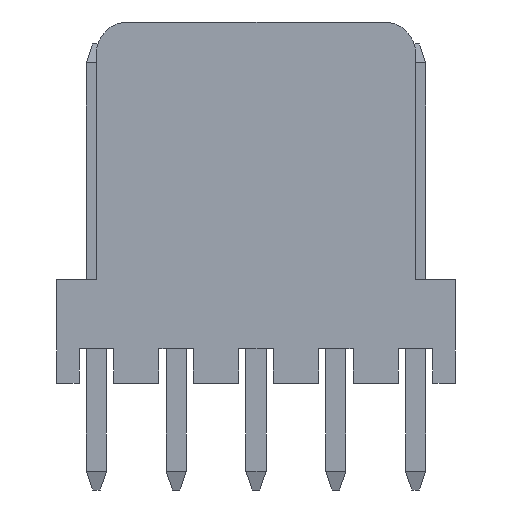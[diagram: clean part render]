
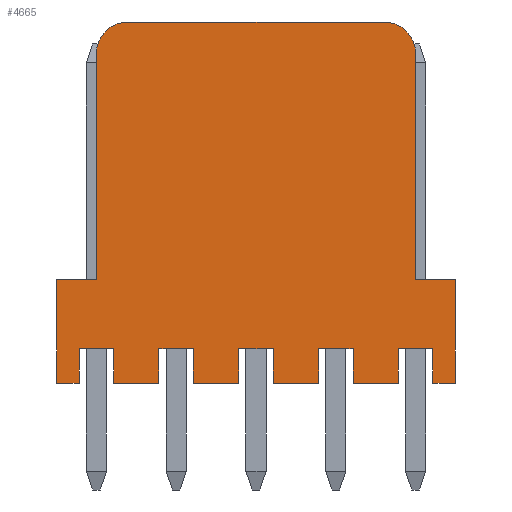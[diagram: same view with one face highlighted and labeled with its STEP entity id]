
A CAD part, front view. The second image highlights one B-rep face of the part: STEP entity #4665.
In plain terms, the highlighted face is planar.
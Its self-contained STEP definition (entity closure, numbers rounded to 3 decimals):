
#26=CIRCLE('',#4869,1.);
#27=CIRCLE('',#4870,1.);
#210=ORIENTED_EDGE('',*,*,#1054,.T.);
#211=ORIENTED_EDGE('',*,*,#1055,.T.);
#212=ORIENTED_EDGE('',*,*,#1056,.T.);
#213=ORIENTED_EDGE('',*,*,#1057,.T.);
#214=ORIENTED_EDGE('',*,*,#1058,.T.);
#215=ORIENTED_EDGE('',*,*,#1059,.T.);
#216=ORIENTED_EDGE('',*,*,#1060,.T.);
#217=ORIENTED_EDGE('',*,*,#1061,.T.);
#218=ORIENTED_EDGE('',*,*,#1062,.T.);
#219=ORIENTED_EDGE('',*,*,#1063,.T.);
#220=ORIENTED_EDGE('',*,*,#1064,.T.);
#221=ORIENTED_EDGE('',*,*,#1065,.T.);
#222=ORIENTED_EDGE('',*,*,#1066,.T.);
#223=ORIENTED_EDGE('',*,*,#1067,.T.);
#224=ORIENTED_EDGE('',*,*,#1068,.T.);
#225=ORIENTED_EDGE('',*,*,#1069,.T.);
#226=ORIENTED_EDGE('',*,*,#1070,.T.);
#227=ORIENTED_EDGE('',*,*,#1071,.T.);
#228=ORIENTED_EDGE('',*,*,#1072,.T.);
#229=ORIENTED_EDGE('',*,*,#1073,.F.);
#230=ORIENTED_EDGE('',*,*,#1074,.T.);
#231=ORIENTED_EDGE('',*,*,#1075,.T.);
#232=ORIENTED_EDGE('',*,*,#1076,.T.);
#233=ORIENTED_EDGE('',*,*,#1077,.F.);
#234=ORIENTED_EDGE('',*,*,#1078,.T.);
#235=ORIENTED_EDGE('',*,*,#1079,.F.);
#236=ORIENTED_EDGE('',*,*,#1080,.T.);
#237=ORIENTED_EDGE('',*,*,#1081,.T.);
#238=ORIENTED_EDGE('',*,*,#1082,.T.);
#239=ORIENTED_EDGE('',*,*,#1083,.T.);
#1054=EDGE_CURVE('',#1476,#1477,#1804,.T.);
#1055=EDGE_CURVE('',#1477,#1478,#1805,.T.);
#1056=EDGE_CURVE('',#1478,#1479,#1806,.T.);
#1057=EDGE_CURVE('',#1479,#1480,#1807,.T.);
#1058=EDGE_CURVE('',#1480,#1481,#1808,.T.);
#1059=EDGE_CURVE('',#1481,#1482,#1809,.T.);
#1060=EDGE_CURVE('',#1482,#1483,#1810,.T.);
#1061=EDGE_CURVE('',#1483,#1484,#1811,.T.);
#1062=EDGE_CURVE('',#1484,#1485,#1812,.T.);
#1063=EDGE_CURVE('',#1485,#1486,#1813,.T.);
#1064=EDGE_CURVE('',#1486,#1487,#1814,.T.);
#1065=EDGE_CURVE('',#1487,#1488,#1815,.T.);
#1066=EDGE_CURVE('',#1488,#1489,#1816,.T.);
#1067=EDGE_CURVE('',#1489,#1490,#1817,.T.);
#1068=EDGE_CURVE('',#1490,#1491,#1818,.T.);
#1069=EDGE_CURVE('',#1491,#1492,#1819,.T.);
#1070=EDGE_CURVE('',#1492,#1493,#1820,.T.);
#1071=EDGE_CURVE('',#1493,#1494,#1821,.T.);
#1072=EDGE_CURVE('',#1494,#1495,#1822,.T.);
#1073=EDGE_CURVE('',#1496,#1495,#1823,.T.);
#1074=EDGE_CURVE('',#1496,#1497,#1824,.T.);
#1075=EDGE_CURVE('',#1497,#1498,#1825,.T.);
#1076=EDGE_CURVE('',#1498,#1499,#26,.T.);
#1077=EDGE_CURVE('',#1500,#1499,#1826,.T.);
#1078=EDGE_CURVE('',#1500,#1501,#27,.T.);
#1079=EDGE_CURVE('',#1502,#1501,#1827,.T.);
#1080=EDGE_CURVE('',#1502,#1503,#1828,.T.);
#1081=EDGE_CURVE('',#1503,#1504,#1829,.T.);
#1082=EDGE_CURVE('',#1504,#1505,#1830,.T.);
#1083=EDGE_CURVE('',#1505,#1476,#1831,.T.);
#1476=VERTEX_POINT('',#6094);
#1477=VERTEX_POINT('',#6095);
#1478=VERTEX_POINT('',#6097);
#1479=VERTEX_POINT('',#6099);
#1480=VERTEX_POINT('',#6101);
#1481=VERTEX_POINT('',#6103);
#1482=VERTEX_POINT('',#6105);
#1483=VERTEX_POINT('',#6107);
#1484=VERTEX_POINT('',#6109);
#1485=VERTEX_POINT('',#6111);
#1486=VERTEX_POINT('',#6113);
#1487=VERTEX_POINT('',#6115);
#1488=VERTEX_POINT('',#6117);
#1489=VERTEX_POINT('',#6119);
#1490=VERTEX_POINT('',#6121);
#1491=VERTEX_POINT('',#6123);
#1492=VERTEX_POINT('',#6125);
#1493=VERTEX_POINT('',#6127);
#1494=VERTEX_POINT('',#6129);
#1495=VERTEX_POINT('',#6131);
#1496=VERTEX_POINT('',#6133);
#1497=VERTEX_POINT('',#6135);
#1498=VERTEX_POINT('',#6137);
#1499=VERTEX_POINT('',#6139);
#1500=VERTEX_POINT('',#6141);
#1501=VERTEX_POINT('',#6143);
#1502=VERTEX_POINT('',#6145);
#1503=VERTEX_POINT('',#6147);
#1504=VERTEX_POINT('',#6149);
#1505=VERTEX_POINT('',#6151);
#1804=LINE('',#6093,#2262);
#1805=LINE('',#6096,#2263);
#1806=LINE('',#6098,#2264);
#1807=LINE('',#6100,#2265);
#1808=LINE('',#6102,#2266);
#1809=LINE('',#6104,#2267);
#1810=LINE('',#6106,#2268);
#1811=LINE('',#6108,#2269);
#1812=LINE('',#6110,#2270);
#1813=LINE('',#6112,#2271);
#1814=LINE('',#6114,#2272);
#1815=LINE('',#6116,#2273);
#1816=LINE('',#6118,#2274);
#1817=LINE('',#6120,#2275);
#1818=LINE('',#6122,#2276);
#1819=LINE('',#6124,#2277);
#1820=LINE('',#6126,#2278);
#1821=LINE('',#6128,#2279);
#1822=LINE('',#6130,#2280);
#1823=LINE('',#6132,#2281);
#1824=LINE('',#6134,#2282);
#1825=LINE('',#6136,#2283);
#1826=LINE('',#6140,#2284);
#1827=LINE('',#6144,#2285);
#1828=LINE('',#6146,#2286);
#1829=LINE('',#6148,#2287);
#1830=LINE('',#6150,#2288);
#1831=LINE('',#6152,#2289);
#2262=VECTOR('',#5218,1000.);
#2263=VECTOR('',#5219,1000.);
#2264=VECTOR('',#5220,1000.);
#2265=VECTOR('',#5221,1000.);
#2266=VECTOR('',#5222,1000.);
#2267=VECTOR('',#5223,1000.);
#2268=VECTOR('',#5224,1000.);
#2269=VECTOR('',#5225,1000.);
#2270=VECTOR('',#5226,1000.);
#2271=VECTOR('',#5227,1000.);
#2272=VECTOR('',#5228,1000.);
#2273=VECTOR('',#5229,1000.);
#2274=VECTOR('',#5230,1000.);
#2275=VECTOR('',#5231,1000.);
#2276=VECTOR('',#5232,1000.);
#2277=VECTOR('',#5233,1000.);
#2278=VECTOR('',#5234,1000.);
#2279=VECTOR('',#5235,1000.);
#2280=VECTOR('',#5236,1000.);
#2281=VECTOR('',#5237,1000.);
#2282=VECTOR('',#5238,1000.);
#2283=VECTOR('',#5239,1000.);
#2284=VECTOR('',#5242,1000.);
#2285=VECTOR('',#5245,1000.);
#2286=VECTOR('',#5246,1000.);
#2287=VECTOR('',#5247,1000.);
#2288=VECTOR('',#5248,1000.);
#2289=VECTOR('',#5249,1000.);
#2665=EDGE_LOOP('',(#210,#211,#212,#213,#214,#215,#216,#217,#218,#219,#220,
#221,#222,#223,#224,#225,#226,#227,#228,#229,#230,#231,#232,#233,#234,#235,
#236,#237,#238,#239));
#2881=FACE_BOUND('',#2665,.T.);
#3097=PLANE('',#4868);
#4665=ADVANCED_FACE('',(#2881),#3097,.T.);
#4868=AXIS2_PLACEMENT_3D('',#6092,#5216,#5217);
#4869=AXIS2_PLACEMENT_3D('',#6138,#5240,#5241);
#4870=AXIS2_PLACEMENT_3D('',#6142,#5243,#5244);
#5216=DIRECTION('',(0.,1.,0.));
#5217=DIRECTION('',(0.,0.,1.));
#5218=DIRECTION('',(-1.,0.,0.));
#5219=DIRECTION('',(0.,0.,-1.));
#5220=DIRECTION('',(-1.,0.,0.));
#5221=DIRECTION('',(0.,0.,1.));
#5222=DIRECTION('',(-1.,0.,0.));
#5223=DIRECTION('',(0.,0.,-1.));
#5224=DIRECTION('',(-1.,0.,0.));
#5225=DIRECTION('',(0.,0.,1.));
#5226=DIRECTION('',(-1.,0.,0.));
#5227=DIRECTION('',(0.,0.,-1.));
#5228=DIRECTION('',(-1.,0.,0.));
#5229=DIRECTION('',(0.,0.,1.));
#5230=DIRECTION('',(-1.,0.,0.));
#5231=DIRECTION('',(0.,0.,-1.));
#5232=DIRECTION('',(-1.,0.,0.));
#5233=DIRECTION('',(0.,0.,1.));
#5234=DIRECTION('',(-1.,0.,0.));
#5235=DIRECTION('',(0.,0.,-1.));
#5236=DIRECTION('',(-1.,0.,0.));
#5237=DIRECTION('',(0.,0.,-1.));
#5238=DIRECTION('',(1.,0.,0.));
#5239=DIRECTION('',(0.,0.,1.));
#5240=DIRECTION('',(0.,1.,0.));
#5241=DIRECTION('',(0.,0.,1.));
#5242=DIRECTION('',(-1.,0.,0.));
#5243=DIRECTION('',(0.,1.,0.));
#5244=DIRECTION('',(0.,0.,1.));
#5245=DIRECTION('',(0.,0.,1.));
#5246=DIRECTION('',(1.,0.,0.));
#5247=DIRECTION('',(0.,0.,-1.));
#5248=DIRECTION('',(-1.,0.,0.));
#5249=DIRECTION('',(0.,0.,1.));
#6092=CARTESIAN_POINT('',(6.35,2.9,5.75));
#6093=CARTESIAN_POINT('',(6.35,2.9,-4.65));
#6094=CARTESIAN_POINT('',(5.63,2.9,-4.65));
#6095=CARTESIAN_POINT('',(4.53,2.9,-4.65));
#6096=CARTESIAN_POINT('',(4.53,2.9,5.75));
#6097=CARTESIAN_POINT('',(4.53,2.9,-5.75));
#6098=CARTESIAN_POINT('',(6.35,2.9,-5.75));
#6099=CARTESIAN_POINT('',(3.09,2.9,-5.75));
#6100=CARTESIAN_POINT('',(3.09,2.9,5.75));
#6101=CARTESIAN_POINT('',(3.09,2.9,-4.65));
#6102=CARTESIAN_POINT('',(6.35,2.9,-4.65));
#6103=CARTESIAN_POINT('',(1.99,2.9,-4.65));
#6104=CARTESIAN_POINT('',(1.99,2.9,5.75));
#6105=CARTESIAN_POINT('',(1.99,2.9,-5.75));
#6106=CARTESIAN_POINT('',(6.35,2.9,-5.75));
#6107=CARTESIAN_POINT('',(0.55,2.9,-5.75));
#6108=CARTESIAN_POINT('',(0.55,2.9,5.75));
#6109=CARTESIAN_POINT('',(0.55,2.9,-4.65));
#6110=CARTESIAN_POINT('',(6.35,2.9,-4.65));
#6111=CARTESIAN_POINT('',(-0.55,2.9,-4.65));
#6112=CARTESIAN_POINT('',(-0.55,2.9,5.75));
#6113=CARTESIAN_POINT('',(-0.55,2.9,-5.75));
#6114=CARTESIAN_POINT('',(6.35,2.9,-5.75));
#6115=CARTESIAN_POINT('',(-1.99,2.9,-5.75));
#6116=CARTESIAN_POINT('',(-1.99,2.9,5.75));
#6117=CARTESIAN_POINT('',(-1.99,2.9,-4.65));
#6118=CARTESIAN_POINT('',(6.35,2.9,-4.65));
#6119=CARTESIAN_POINT('',(-3.09,2.9,-4.65));
#6120=CARTESIAN_POINT('',(-3.09,2.9,5.75));
#6121=CARTESIAN_POINT('',(-3.09,2.9,-5.75));
#6122=CARTESIAN_POINT('',(6.35,2.9,-5.75));
#6123=CARTESIAN_POINT('',(-4.53,2.9,-5.75));
#6124=CARTESIAN_POINT('',(-4.53,2.9,5.75));
#6125=CARTESIAN_POINT('',(-4.53,2.9,-4.65));
#6126=CARTESIAN_POINT('',(6.35,2.9,-4.65));
#6127=CARTESIAN_POINT('',(-5.63,2.9,-4.65));
#6128=CARTESIAN_POINT('',(-5.63,2.9,5.75));
#6129=CARTESIAN_POINT('',(-5.63,2.9,-5.75));
#6130=CARTESIAN_POINT('',(6.35,2.9,-5.75));
#6131=CARTESIAN_POINT('',(-6.35,2.9,-5.75));
#6132=CARTESIAN_POINT('',(-6.35,2.9,5.75));
#6133=CARTESIAN_POINT('',(-6.35,2.9,-2.45));
#6134=CARTESIAN_POINT('',(-6.35,2.9,-2.45));
#6135=CARTESIAN_POINT('',(-5.08,2.9,-2.45));
#6136=CARTESIAN_POINT('',(-5.08,2.9,-2.45));
#6137=CARTESIAN_POINT('',(-5.08,2.9,4.75));
#6138=CARTESIAN_POINT('',(-4.08,2.9,4.75));
#6139=CARTESIAN_POINT('',(-4.08,2.9,5.75));
#6140=CARTESIAN_POINT('',(6.35,2.9,5.75));
#6141=CARTESIAN_POINT('',(4.08,2.9,5.75));
#6142=CARTESIAN_POINT('',(4.08,2.9,4.75));
#6143=CARTESIAN_POINT('',(5.08,2.9,4.75));
#6144=CARTESIAN_POINT('',(5.08,2.9,-2.45));
#6145=CARTESIAN_POINT('',(5.08,2.9,-2.45));
#6146=CARTESIAN_POINT('',(5.08,2.9,-2.45));
#6147=CARTESIAN_POINT('',(6.35,2.9,-2.45));
#6148=CARTESIAN_POINT('',(6.35,2.9,5.75));
#6149=CARTESIAN_POINT('',(6.35,2.9,-5.75));
#6150=CARTESIAN_POINT('',(6.35,2.9,-5.75));
#6151=CARTESIAN_POINT('',(5.63,2.9,-5.75));
#6152=CARTESIAN_POINT('',(5.63,2.9,5.75));
